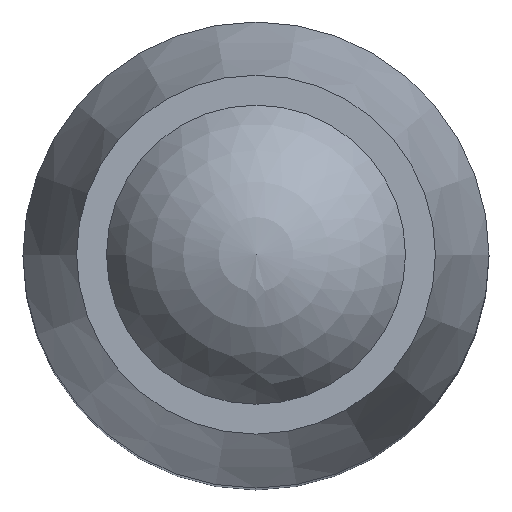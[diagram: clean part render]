
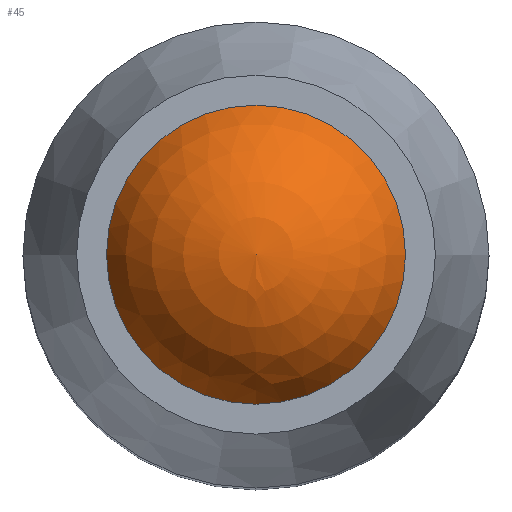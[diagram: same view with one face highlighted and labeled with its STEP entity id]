
A CAD part, top view. The second image highlights one B-rep face of the part: STEP entity #45.
In plain terms, the highlighted spherical face has radius 3.5 mm.
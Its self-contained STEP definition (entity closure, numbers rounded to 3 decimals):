
#45 = ADVANCED_FACE( '', ( #102, #103 ), #104, .T. );
#102 = FACE_BOUND( '', #173, .T. );
#103 = FACE_OUTER_BOUND( '', #174, .T. );
#104 = SPHERICAL_SURFACE( '', #175, 3.5 );
#173 = VERTEX_LOOP( '', #245 );
#174 = EDGE_LOOP( '', ( #246 ) );
#175 = AXIS2_PLACEMENT_3D( '', #247, #248, #249 );
#245 = VERTEX_POINT( '', #390 );
#246 = ORIENTED_EDGE( '', *, *, #391, .T. );
#247 = CARTESIAN_POINT( '', ( 0., 0., 27.5 ) );
#248 = DIRECTION( '', ( 0., 0., 1. ) );
#249 = DIRECTION( '', ( 0., -1., 0. ) );
#390 = CARTESIAN_POINT( '', ( 0., 0., 31. ) );
#391 = EDGE_CURVE( '', #453, #453, #454, .T. );
#453 = VERTEX_POINT( '', #536 );
#454 = CIRCLE( '', #537, 3.208 );
#536 = CARTESIAN_POINT( '', ( 3.208, 0., 28.9 ) );
#537 = AXIS2_PLACEMENT_3D( '', #624, #625, #626 );
#624 = CARTESIAN_POINT( '', ( 0., 0., 28.9 ) );
#625 = DIRECTION( '', ( 0., 0., 1. ) );
#626 = DIRECTION( '', ( 1., 0., 0. ) );
